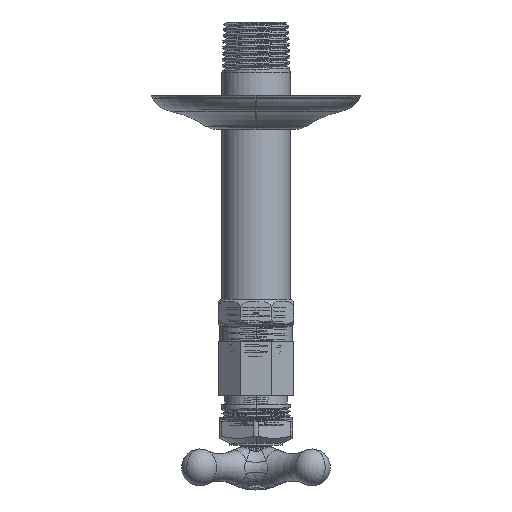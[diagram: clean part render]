
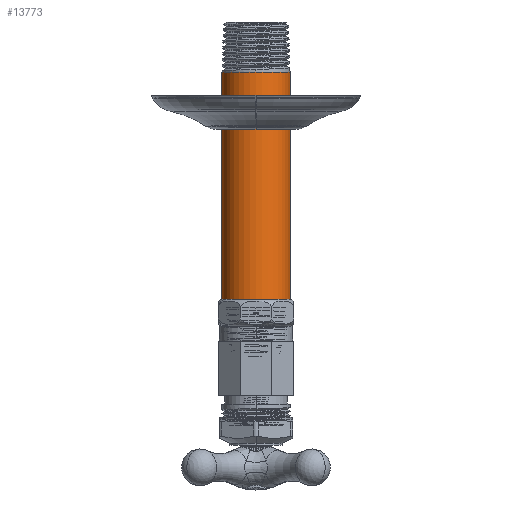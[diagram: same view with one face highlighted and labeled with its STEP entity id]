
A CAD part, front view. The second image highlights one B-rep face of the part: STEP entity #13773.
In plain terms, the highlighted cylindrical face has radius 10.3 mm (diameter 20.599 mm), a partial arc.
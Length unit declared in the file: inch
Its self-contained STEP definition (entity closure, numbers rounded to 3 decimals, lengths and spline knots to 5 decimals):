
#2395=CARTESIAN_POINT('',(0.,0.,0.725));
#2396=DIRECTION('',(0.,0.,1.));
#2397=DIRECTION('',(-1.,0.,0.));
#2398=AXIS2_PLACEMENT_3D('',#2395,#2396,#2397);
#2779=CARTESIAN_POINT('',(0.,0.,0.725));
#2780=DIRECTION('',(0.,0.,1.));
#2781=DIRECTION('',(0.,-1.,0.));
#2782=AXIS2_PLACEMENT_3D('',#2779,#2780,#2781);
#2864=DIRECTION('',(0.,0.,1.));
#2865=VECTOR('',#2864,2.8);
#2866=CARTESIAN_POINT('',(-0.4055,0.,0.725));
#2867=LINE('',#2866,#2865);
#2868=DIRECTION('',(0.,0.,-1.));
#2869=VECTOR('',#2868,2.8);
#2870=CARTESIAN_POINT('',(0.4055,0.,3.525));
#2871=LINE('',#2870,#2869);
#3155=CARTESIAN_POINT('',(0.,0.,3.525));
#3156=DIRECTION('',(0.,0.,-1.));
#3157=DIRECTION('',(1.,0.,0.));
#3158=AXIS2_PLACEMENT_3D('',#3155,#3156,#3157);
#3461=CARTESIAN_POINT('',(0.,0.,3.525));
#3462=DIRECTION('',(0.,0.,-1.));
#3463=DIRECTION('',(0.,-1.,0.));
#3464=AXIS2_PLACEMENT_3D('',#3461,#3462,#3463);
#9065=CARTESIAN_POINT('',(0.,-0.4055,3.525));
#9066=VERTEX_POINT('',#9065);
#9067=CARTESIAN_POINT('',(-0.4055,0.,3.525));
#9068=VERTEX_POINT('',#9067);
#9101=CARTESIAN_POINT('',(0.4055,0.,3.525));
#9102=VERTEX_POINT('',#9101);
#9111=CARTESIAN_POINT('',(-0.4055,0.,0.725));
#9113=VERTEX_POINT('',#9111);
#9114=CARTESIAN_POINT('',(0.4055,0.,0.725));
#9115=VERTEX_POINT('',#9114);
#9117=CARTESIAN_POINT('',(0.,-0.4055,0.725));
#9118=VERTEX_POINT('',#9117);
#13756=CARTESIAN_POINT('',(0.,0.,0.669));
#13757=DIRECTION('',(0.,0.,1.));
#13758=DIRECTION('',(1.,0.,0.));
#13759=AXIS2_PLACEMENT_3D('',#13756,#13757,#13758);
#13760=CYLINDRICAL_SURFACE('',#13759,0.4055);
#13761=ORIENTED_EDGE('',*,*,#12844,.F.);
#13763=ORIENTED_EDGE('',*,*,#13762,.T.);
#13765=ORIENTED_EDGE('',*,*,#13764,.F.);
#13767=ORIENTED_EDGE('',*,*,#13766,.F.);
#13769=ORIENTED_EDGE('',*,*,#13768,.T.);
#13770=ORIENTED_EDGE('',*,*,#13425,.F.);
#13771=EDGE_LOOP('',(#13761,#13763,#13765,#13767,#13769,#13770));
#13772=FACE_OUTER_BOUND('',#13771,.F.);
#13773=ADVANCED_FACE('',(#13772),#13760,.T.);
#2399=CIRCLE('',#2398,0.4055);
#2783=CIRCLE('',#2782,0.4055);
#3159=CIRCLE('',#3158,0.4055);
#3465=CIRCLE('',#3464,0.4055);
#12844=EDGE_CURVE('',#9113,#9118,#2399,.T.);
#13425=EDGE_CURVE('',#9118,#9115,#2783,.T.);
#13762=EDGE_CURVE('',#9113,#9068,#2867,.T.);
#13764=EDGE_CURVE('',#9066,#9068,#3465,.T.);
#13766=EDGE_CURVE('',#9102,#9066,#3159,.T.);
#13768=EDGE_CURVE('',#9102,#9115,#2871,.T.);
